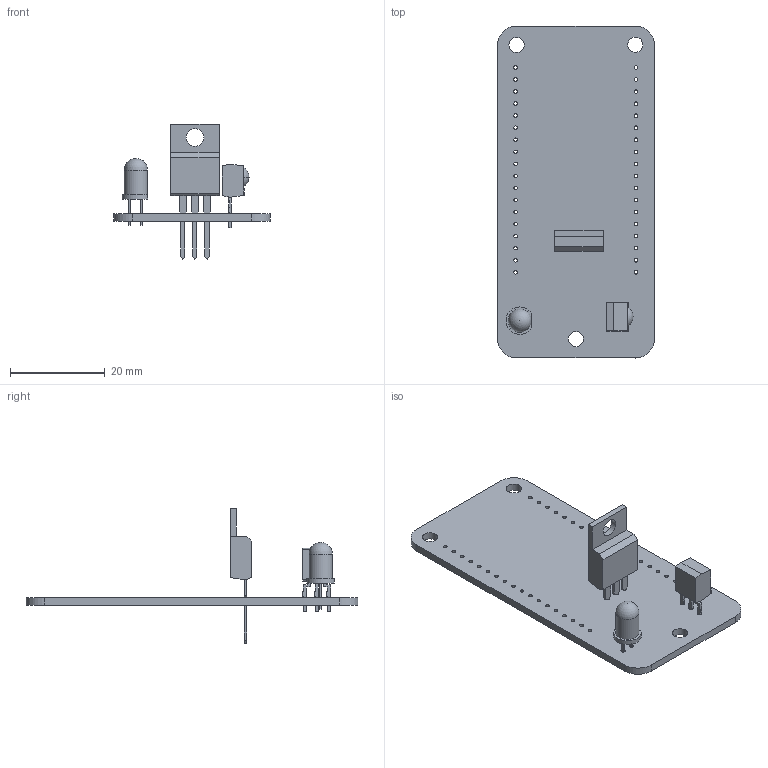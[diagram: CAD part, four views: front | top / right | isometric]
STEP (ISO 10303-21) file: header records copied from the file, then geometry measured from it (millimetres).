
FILE_DESCRIPTION(('KiCad electronic assembly'),'2;1');
FILE_NAME('Edifier_Remote.step','2020-04-13T12:59:54',('An Author'),( 'A Company'),'Open CASCADE STEP processor 6.9', 'KiCad to STEP converter','Unknown');
FILE_SCHEMA(('AUTOMOTIVE_DESIGN { 1 0 10303 214 1 1 1 1 }'));
Length unit declared in the file: millimetre
Products named in the file (8): Open CASCADE STEP translator 6.9 1; Vishay_MOLD-3Pin; SOLID; TO-220-3_Vertical; LED_D5.0mm; COMPOUND
Assembly tree (7 placements, depth 3):
  Open CASCADE STEP translator 6.9 1
    Vishay_MOLD-3Pin
      SOLID
    TO-220-3_Vertical
      SOLID
    LED_D5.0mm
      SOLID
    COMPOUND
Bounding box: 33.02 x 70 x 28.52 mm (x, y, z)
Volume: 4437.2 mm3; surface area: 6070.3 mm2
Topology: 4 solids, 4 shells, 196 faces, 550 edges, 365 vertices
Faces by surface type: plane 135, cylinder 58, sphere 3
Full cylindrical faces by diameter (mm): 0.762 x36, 0.9 x5, 1.1 x3, 3.2 x3, 3.735 x1, 4.9 x1
Entity records: 14912 total; most frequent: CARTESIAN_POINT 2426, DIRECTION 2158, LINE 1404, VECTOR 1404, ORIENTED_EDGE 1098, PCURVE 1098, DEFINITIONAL_REPRESENTATION 1098, EDGE_CURVE 549
